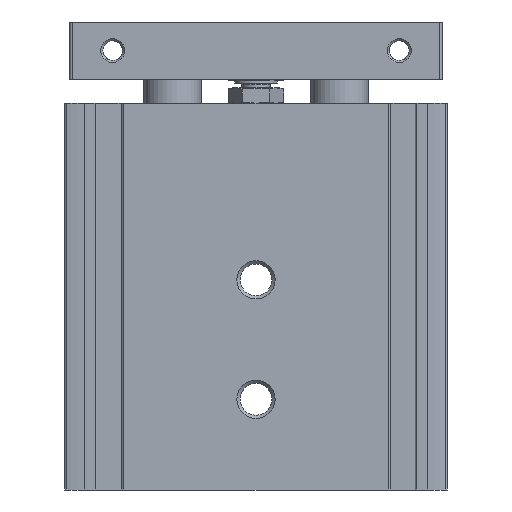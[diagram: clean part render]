
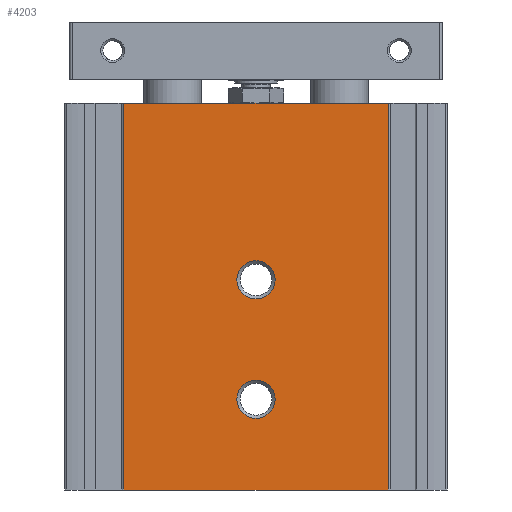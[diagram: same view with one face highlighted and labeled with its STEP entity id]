
A CAD part, front view. The second image highlights one B-rep face of the part: STEP entity #4203.
In plain terms, the highlighted face is planar.
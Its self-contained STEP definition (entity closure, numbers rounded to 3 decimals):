
#273=LINE('',#7320,#497);
#331=LINE('',#7573,#555);
#347=LINE('',#7623,#571);
#348=LINE('',#7624,#572);
#497=VECTOR('',#5866,1000.);
#555=VECTOR('',#6062,1000.);
#571=VECTOR('',#6112,1000.);
#572=VECTOR('',#6113,1000.);
#893=ORIENTED_EDGE('',*,*,#2006,.T.);
#894=ORIENTED_EDGE('',*,*,#2007,.T.);
#895=ORIENTED_EDGE('',*,*,#2008,.T.);
#896=ORIENTED_EDGE('',*,*,#1981,.F.);
#897=ORIENTED_EDGE('',*,*,#2009,.F.);
#898=ORIENTED_EDGE('',*,*,#1855,.T.);
#1855=EDGE_CURVE('',#2418,#2417,#273,.T.);
#1981=EDGE_CURVE('',#2543,#2544,#331,.T.);
#2006=EDGE_CURVE('',#2559,#2559,#2912,.T.);
#2007=EDGE_CURVE('',#2560,#2560,#2913,.T.);
#2008=EDGE_CURVE('',#2417,#2544,#347,.T.);
#2009=EDGE_CURVE('',#2418,#2543,#348,.T.);
#2417=VERTEX_POINT('',#7319);
#2418=VERTEX_POINT('',#7321);
#2543=VERTEX_POINT('',#7572);
#2544=VERTEX_POINT('',#7574);
#2559=VERTEX_POINT('',#7620);
#2560=VERTEX_POINT('',#7622);
#2912=CIRCLE('',#5319,4.);
#2913=CIRCLE('',#5320,4.);
#3143=EDGE_LOOP('',(#893));
#3144=EDGE_LOOP('',(#894));
#3145=EDGE_LOOP('',(#895,#896,#897,#898));
#3615=FACE_BOUND('',#3143,.T.);
#3616=FACE_BOUND('',#3144,.T.);
#3617=FACE_BOUND('',#3145,.T.);
#4080=PLANE('',#5318);
#4203=ADVANCED_FACE('',(#3615,#3616,#3617),#4080,.T.);
#5318=AXIS2_PLACEMENT_3D('',#7618,#6106,#6107);
#5319=AXIS2_PLACEMENT_3D('',#7619,#6108,#6109);
#5320=AXIS2_PLACEMENT_3D('',#7621,#6110,#6111);
#5866=DIRECTION('',(0.,-1.,0.));
#6062=DIRECTION('',(0.,-1.,0.));
#6106=DIRECTION('',(-1.,0.,0.));
#6107=DIRECTION('',(0.,0.,1.));
#6108=DIRECTION('',(1.,0.,0.));
#6109=DIRECTION('',(0.,0.,-1.));
#6110=DIRECTION('',(1.,0.,0.));
#6111=DIRECTION('',(0.,0.,-1.));
#6112=DIRECTION('',(0.,0.,1.));
#6113=DIRECTION('',(0.,0.,1.));
#7319=CARTESIAN_POINT('',(-15.,-27.7,-81.));
#7320=CARTESIAN_POINT('',(-15.,36.,-81.));
#7321=CARTESIAN_POINT('',(-15.,27.7,-81.));
#7572=CARTESIAN_POINT('',(-15.,27.7,0.));
#7573=CARTESIAN_POINT('',(-15.,36.,0.));
#7574=CARTESIAN_POINT('',(-15.,-27.7,0.));
#7618=CARTESIAN_POINT('',(-15.,36.,-81.));
#7619=CARTESIAN_POINT('',(-15.,0.,-62.));
#7620=CARTESIAN_POINT('',(-15.,0.,-66.));
#7621=CARTESIAN_POINT('',(-15.,0.,-37.));
#7622=CARTESIAN_POINT('',(-15.,0.,-41.));
#7623=CARTESIAN_POINT('',(-15.,-27.7,-81.));
#7624=CARTESIAN_POINT('',(-15.,27.7,-81.));
